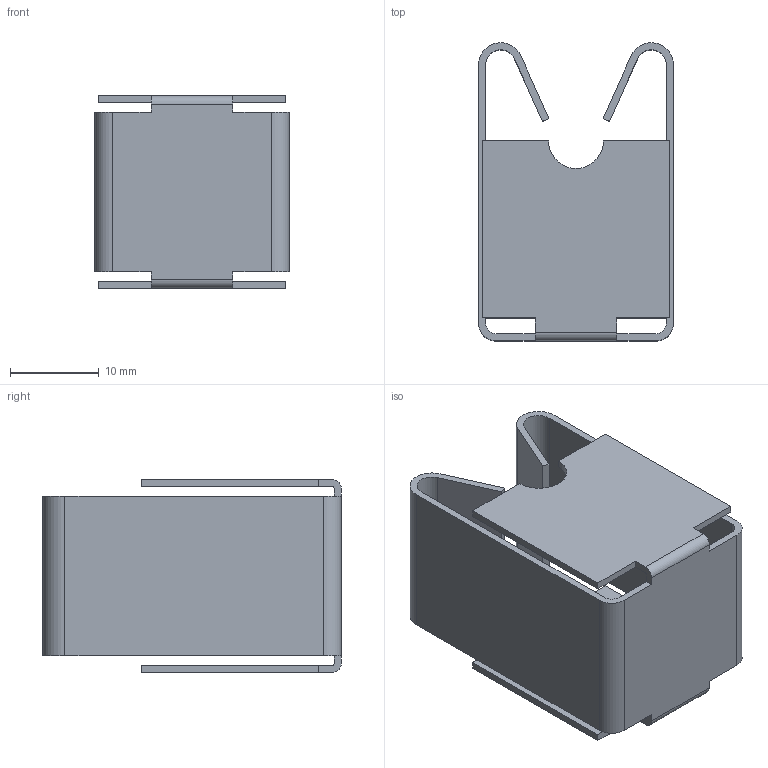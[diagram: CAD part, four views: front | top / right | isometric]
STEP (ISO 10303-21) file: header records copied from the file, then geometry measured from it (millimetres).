
FILE_DESCRIPTION (( 'STEP AP214' ), '1' );
FILE_NAME ('5207339_Leitungshalter-177_20_VA_M6.STEP', '2019-12-20T08:39:16', ( 'Ungarn' ), ( 'Microsoft' ), 'SwSTEP 2.0', 'SolidWorks 2018', '' );
FILE_SCHEMA (( 'AUTOMOTIVE_DESIGN' ));
Length unit declared in the file: millimetre
Products named in the file (1): 5207339_Leitungshalter-177_20_VA_M6
Bounding box: 22 x 33.7 x 21.8 mm (x, y, z)
Volume: 2265.6 mm3; surface area: 5985.2 mm2
Topology: 1 solids, 1 shells, 50 faces, 144 edges, 96 vertices
Faces by surface type: plane 36, cylinder 14
Entity records: 2220 total; most frequent: CARTESIAN_POINT 291, ORIENTED_EDGE 288, DIRECTION 274, EDGE_CURVE 144, LINE 116, VECTOR 116, VERTEX_POINT 96, AXIS2_PLACEMENT_3D 79
